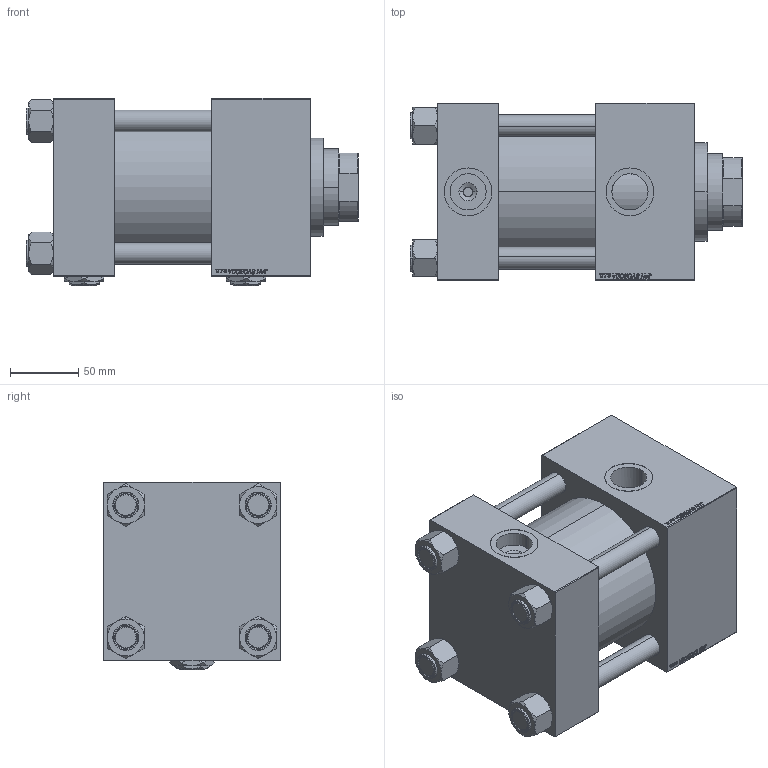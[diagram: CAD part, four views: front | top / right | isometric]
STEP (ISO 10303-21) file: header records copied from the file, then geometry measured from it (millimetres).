
FILE_DESCRIPTION (( 'STEP AP203' ), '1' );
FILE_NAME ('3c76.STEP', '2022-04-15T22:15:47', ( '' ), ( '' ), 'SwSTEP 2.0', 'SolidWorks 2019', '' );
FILE_SCHEMA (( 'CONFIG_CONTROL_DESIGN' ));
Length unit declared in the file: millimetre
Products named in the file (7): NUT_M5_C 76f77370bf782b5fe8b8d024fc80fb6c; V215CR_C_Body 76f77370bf782b5fe8b8d024fc80fb6c; 3c76; Zatka_pro_OIL_PORT 76f77370bf782b5fe8b8d024fc80fb6c; V215_VC_A 76f77370bf782b5fe8b8d024fc80fb6c; V215CR_C_TYCINKA 76f77370bf782b5fe8b8d024fc80fb6c; V215CR_VCP_C 76f77370bf782b5fe8b8d024fc80fb6c
Assembly tree (13 placements, depth 2):
  3c76
    V215CR_C_Body 76f77370bf782b5fe8b8d024fc80fb6c
    V215CR_VCP_C 76f77370bf782b5fe8b8d024fc80fb6c
    NUT_M5_C 76f77370bf782b5fe8b8d024fc80fb6c  x4
    V215CR_C_TYCINKA 76f77370bf782b5fe8b8d024fc80fb6c  x4
    V215_VC_A 76f77370bf782b5fe8b8d024fc80fb6c
    Zatka_pro_OIL_PORT 76f77370bf782b5fe8b8d024fc80fb6c  x2
Bounding box: 243 x 130 x 137 mm (x, y, z)
Volume: 2460853.3 mm3; surface area: 340510 mm2
Topology: 13 solids, 13 shells, 1303 faces, 3276 edges, 2123 vertices
Faces by surface type: plane 623, bspline 392, cone 178, cylinder 102, torus 8
Entity records: 52987 total; most frequent: CARTESIAN_POINT 27959, ORIENTED_EDGE 5624, DIRECTION 3664, EDGE_CURVE 2812, VERTEX_POINT 1843, VECTOR 1660, LINE 1660, EDGE_LOOP 1243
